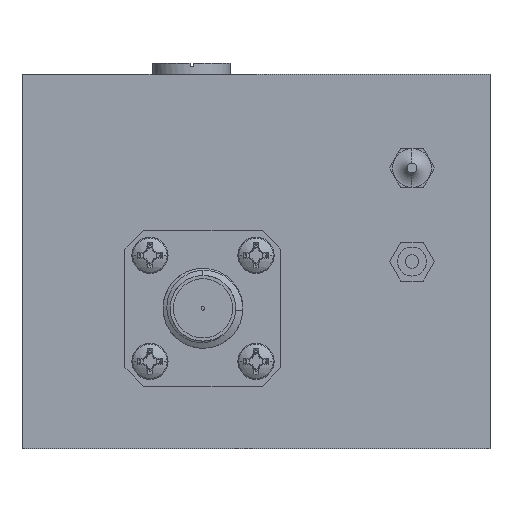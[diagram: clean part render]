
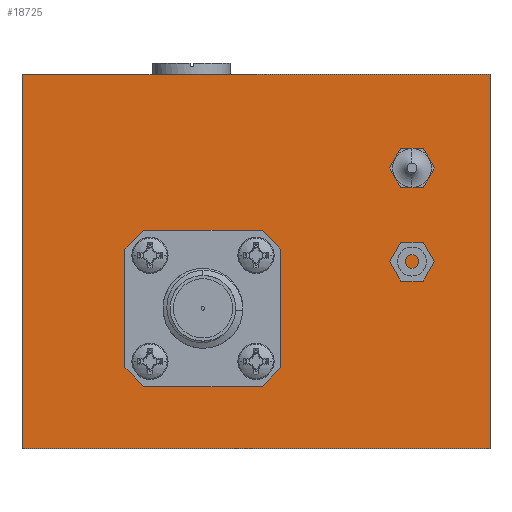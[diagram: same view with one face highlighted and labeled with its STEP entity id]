
A CAD part, left-side view. The second image highlights one B-rep face of the part: STEP entity #18725.
In plain terms, the highlighted planar face has unit normal (-1, 0, 0).
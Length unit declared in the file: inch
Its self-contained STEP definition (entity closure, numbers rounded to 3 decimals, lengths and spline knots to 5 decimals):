
#300 = DIRECTION ( 'NONE',  ( 1., 0., 0. ) ) ;
#1488 = LINE ( 'NONE', #9513, #17600 ) ;
#1713 = CARTESIAN_POINT ( 'NONE',  ( -1.73, -0.75, 1.2 ) ) ;
#3072 = LINE ( 'NONE', #20895, #20139 ) ;
#3937 = CARTESIAN_POINT ( 'NONE',  ( -1.73, -0.75, 1.2 ) ) ;
#4207 = DIRECTION ( 'NONE',  ( 0., 0., -1. ) ) ;
#5706 = DIRECTION ( 'NONE',  ( 0., -1., 0. ) ) ;
#5773 = ORIENTED_EDGE ( 'NONE', *, *, #8934, .T. ) ;
#5958 = VECTOR ( 'NONE', #16459, 39.37008 ) ;
#7334 = VERTEX_POINT ( 'NONE', #16057 ) ;
#8934 = EDGE_CURVE ( 'NONE', #15636, #19951, #1488, .T. ) ;
#9513 = CARTESIAN_POINT ( 'NONE',  ( -1.73, -0.75, 0. ) ) ;
#10040 = VERTEX_POINT ( 'NONE', #12291 ) ;
#10068 = VECTOR ( 'NONE', #12806, 39.37008 ) ;
#10439 = EDGE_LOOP ( 'NONE', ( #5773, #18732, #20337, #23507 ) ) ;
#11189 = LINE ( 'NONE', #3937, #5958 ) ;
#11906 = LINE ( 'NONE', #12720, #10068 ) ;
#12291 = CARTESIAN_POINT ( 'NONE',  ( -1.73, 0.75, 1.2 ) ) ;
#12720 = CARTESIAN_POINT ( 'NONE',  ( -1.73, -0.75, 1.2 ) ) ;
#12806 = DIRECTION ( 'NONE',  ( 0., -1., 0. ) ) ;
#13650 = AXIS2_PLACEMENT_3D ( 'NONE', #1713, #300, #4207 ) ;
#14573 = FACE_OUTER_BOUND ( 'NONE', #10439, .T. ) ;
#15636 = VERTEX_POINT ( 'NONE', #20962 ) ;
#16057 = CARTESIAN_POINT ( 'NONE',  ( -1.73, -0.75, 1.2 ) ) ;
#16459 = DIRECTION ( 'NONE',  ( 0., 0., -1. ) ) ;
#16964 = DIRECTION ( 'NONE',  ( 0., 0., -1. ) ) ;
#17237 = EDGE_CURVE ( 'NONE', #10040, #15636, #3072, .T. ) ;
#17600 = VECTOR ( 'NONE', #5706, 39.37008 ) ;
#18725 = ADVANCED_FACE ( 'NONE', ( #14573 ), #25020, .F. ) ;
#18732 = ORIENTED_EDGE ( 'NONE', *, *, #24925, .F. ) ;
#19951 = VERTEX_POINT ( 'NONE', #20185 ) ;
#20139 = VECTOR ( 'NONE', #16964, 39.37008 ) ;
#20185 = CARTESIAN_POINT ( 'NONE',  ( -1.73, -0.75, 0. ) ) ;
#20337 = ORIENTED_EDGE ( 'NONE', *, *, #21500, .F. ) ;
#20895 = CARTESIAN_POINT ( 'NONE',  ( -1.73, 0.75, 1.2 ) ) ;
#20962 = CARTESIAN_POINT ( 'NONE',  ( -1.73, 0.75, 0. ) ) ;
#21500 = EDGE_CURVE ( 'NONE', #10040, #7334, #11906, .T. ) ;
#23507 = ORIENTED_EDGE ( 'NONE', *, *, #17237, .T. ) ;
#24925 = EDGE_CURVE ( 'NONE', #7334, #19951, #11189, .T. ) ;
#25020 = PLANE ( 'NONE',  #13650 ) ;
